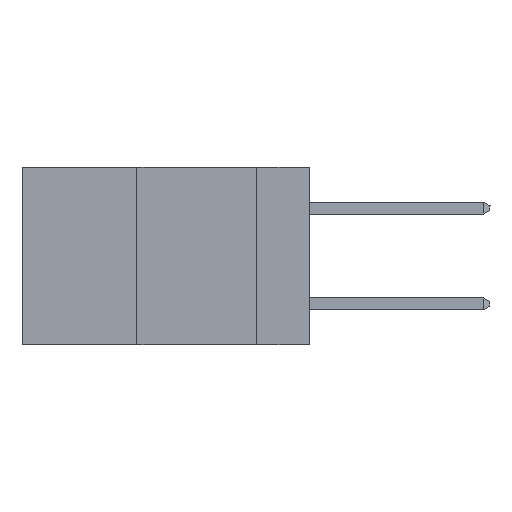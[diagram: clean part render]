
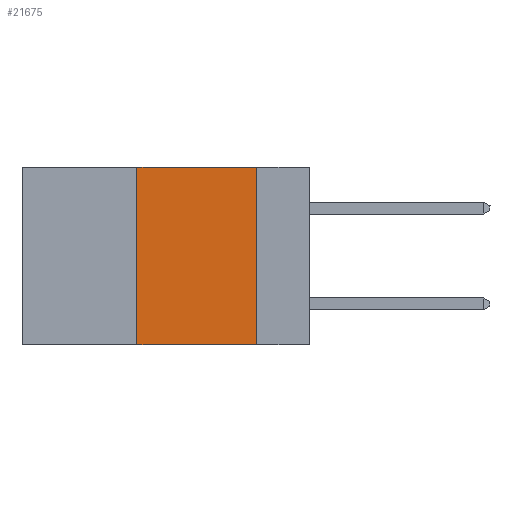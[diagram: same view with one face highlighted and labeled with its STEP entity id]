
A CAD part, left-side view. The second image highlights one B-rep face of the part: STEP entity #21675.
In plain terms, the highlighted planar face has unit normal (-1, 0, 0).
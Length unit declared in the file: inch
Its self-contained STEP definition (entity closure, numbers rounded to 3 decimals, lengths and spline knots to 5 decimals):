
#450 = LINE ( 'NONE', #23039, #23452 ) ;
#716 = EDGE_LOOP ( 'NONE', ( #18997, #23733, #14418, #11035 ) ) ;
#932 = LINE ( 'NONE', #23786, #18308 ) ;
#1141 = VERTEX_POINT ( 'NONE', #17085 ) ;
#2201 = PLANE ( 'NONE',  #5022 ) ;
#3924 = CARTESIAN_POINT ( 'NONE',  ( 0., 0.36, 0. ) ) ;
#3997 = DIRECTION ( 'NONE',  ( 1., 0., 0. ) ) ;
#4006 = VERTEX_POINT ( 'NONE', #8583 ) ;
#4836 = LINE ( 'NONE', #13189, #15068 ) ;
#5022 = AXIS2_PLACEMENT_3D ( 'NONE', #10559, #3997, #23117 ) ;
#7215 = EDGE_CURVE ( 'NONE', #13585, #20227, #450, .T. ) ;
#7637 = DIRECTION ( 'NONE',  ( 0., 0., 1. ) ) ;
#8583 = CARTESIAN_POINT ( 'NONE',  ( 0., 0.36, -0.37 ) ) ;
#9390 = EDGE_CURVE ( 'NONE', #4006, #20227, #932, .T. ) ;
#10559 = CARTESIAN_POINT ( 'NONE',  ( 0., 0.6, 0. ) ) ;
#11035 = ORIENTED_EDGE ( 'NONE', *, *, #9390, .T. ) ;
#12485 = FACE_OUTER_BOUND ( 'NONE', #716, .T. ) ;
#13189 = CARTESIAN_POINT ( 'NONE',  ( 0., 0.6, 0. ) ) ;
#13585 = VERTEX_POINT ( 'NONE', #14060 ) ;
#14060 = CARTESIAN_POINT ( 'NONE',  ( 0., 0.11, 0. ) ) ;
#14418 = ORIENTED_EDGE ( 'NONE', *, *, #20736, .F. ) ;
#15068 = VECTOR ( 'NONE', #21509, 39.37008 ) ;
#15909 = VECTOR ( 'NONE', #7637, 39.37008 ) ;
#17085 = CARTESIAN_POINT ( 'NONE',  ( 0., 0.36, 0. ) ) ;
#18308 = VECTOR ( 'NONE', #24055, 39.37008 ) ;
#18997 = ORIENTED_EDGE ( 'NONE', *, *, #7215, .F. ) ;
#20125 = CARTESIAN_POINT ( 'NONE',  ( 0., 0.11, -0.37 ) ) ;
#20227 = VERTEX_POINT ( 'NONE', #20125 ) ;
#20736 = EDGE_CURVE ( 'NONE', #4006, #1141, #22643, .T. ) ;
#21508 = EDGE_CURVE ( 'NONE', #1141, #13585, #4836, .T. ) ;
#21509 = DIRECTION ( 'NONE',  ( 0., -1., 0. ) ) ;
#21675 = ADVANCED_FACE ( 'NONE', ( #12485 ), #2201, .F. ) ;
#22643 = LINE ( 'NONE', #3924, #15909 ) ;
#23039 = CARTESIAN_POINT ( 'NONE',  ( 0., 0.11, 0. ) ) ;
#23117 = DIRECTION ( 'NONE',  ( 0., 0., -1. ) ) ;
#23452 = VECTOR ( 'NONE', #25365, 39.37008 ) ;
#23733 = ORIENTED_EDGE ( 'NONE', *, *, #21508, .F. ) ;
#23786 = CARTESIAN_POINT ( 'NONE',  ( 0., 0.6, -0.37 ) ) ;
#24055 = DIRECTION ( 'NONE',  ( 0., -1., 0. ) ) ;
#25365 = DIRECTION ( 'NONE',  ( 0., 0., -1. ) ) ;
